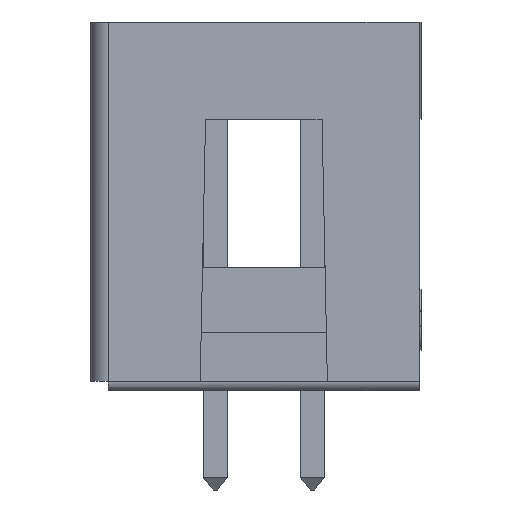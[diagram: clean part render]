
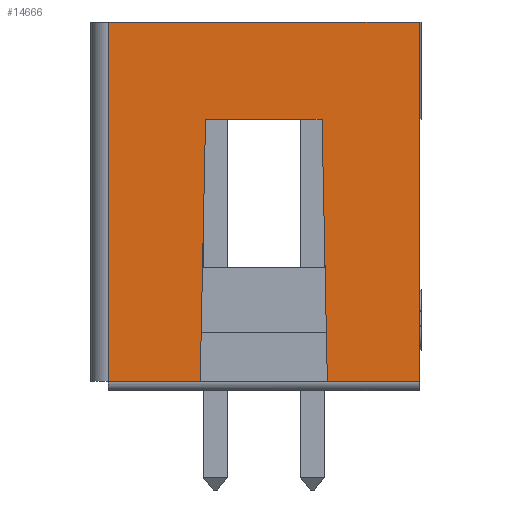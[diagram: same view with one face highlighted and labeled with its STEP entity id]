
A CAD part, left-side view. The second image highlights one B-rep face of the part: STEP entity #14666.
In plain terms, the highlighted planar face has unit normal (-1, 0, 0).
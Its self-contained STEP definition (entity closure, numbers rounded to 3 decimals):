
#12528=CARTESIAN_POINT('',(-18.898,-1.524,7.112));
#12529=VERTEX_POINT('',#12528);
#12539=CARTESIAN_POINT('',(-18.898,1.524,7.112));
#12540=VERTEX_POINT('',#12539);
#12541=CARTESIAN_POINT('',(-18.898,1.524,7.112));
#12542=CARTESIAN_POINT('',(-18.898,0.508,7.112));
#12543=CARTESIAN_POINT('',(-18.898,-0.508,7.112));
#12544=CARTESIAN_POINT('',(-18.898,-1.524,7.112));
#12545=QUASI_UNIFORM_CURVE('',3,(#12541,#12542,#12543,#12544),.UNSPECIFIED.,.F.,.U.);
#12546=EDGE_CURVE('',#12540,#12529,#12545,.T.);
#13020=CARTESIAN_POINT('',(-18.898,4.064,9.652));
#13021=VERTEX_POINT('',#13020);
#13022=CARTESIAN_POINT('',(-18.898,4.064,0.254));
#13023=VERTEX_POINT('',#13022);
#13024=CARTESIAN_POINT('',(-18.898,4.064,9.652));
#13025=CARTESIAN_POINT('',(-18.898,4.064,6.519));
#13026=CARTESIAN_POINT('',(-18.898,4.064,3.387));
#13027=CARTESIAN_POINT('',(-18.898,4.064,0.254));
#13028=QUASI_UNIFORM_CURVE('',3,(#13024,#13025,#13026,#13027),.UNSPECIFIED.,.F.,.U.);
#13029=EDGE_CURVE('',#13021,#13023,#13028,.T.);
#14578=CARTESIAN_POINT('',(-18.898,-4.064,0.254));
#14579=VERTEX_POINT('',#14578);
#14587=CARTESIAN_POINT('',(-18.898,-1.664,0.254));
#14588=VERTEX_POINT('',#14587);
#14589=CARTESIAN_POINT('',(-18.898,-1.664,0.254));
#14590=CARTESIAN_POINT('',(-18.898,-2.464,0.254));
#14591=CARTESIAN_POINT('',(-18.898,-3.264,0.254));
#14592=CARTESIAN_POINT('',(-18.898,-4.064,0.254));
#14593=QUASI_UNIFORM_CURVE('',3,(#14589,#14590,#14591,#14592),.UNSPECIFIED.,.F.,.U.);
#14594=EDGE_CURVE('',#14588,#14579,#14593,.T.);
#14604=CARTESIAN_POINT('',(-18.898,1.664,0.254));
#14605=VERTEX_POINT('',#14604);
#14613=CARTESIAN_POINT('',(-18.898,4.064,0.254));
#14614=CARTESIAN_POINT('',(-18.898,3.264,0.254));
#14615=CARTESIAN_POINT('',(-18.898,2.464,0.254));
#14616=CARTESIAN_POINT('',(-18.898,1.664,0.254));
#14617=QUASI_UNIFORM_CURVE('',3,(#14613,#14614,#14615,#14616),.UNSPECIFIED.,.F.,.U.);
#14618=EDGE_CURVE('',#13023,#14605,#14617,.T.);
#14625=CARTESIAN_POINT('',(-18.898,4.47,10.122));
#14626=DIRECTION('',(-1.0,0.0,0.0));
#14627=DIRECTION('',(0.0,0.0,-1.0));
#14628=AXIS2_PLACEMENT_3D('',#14625,#14626,#14627);
#14629=PLANE('',#14628);
#14630=CARTESIAN_POINT('',(-18.898,-4.064,9.652));
#14631=VERTEX_POINT('',#14630);
#14632=CARTESIAN_POINT('',(-18.898,-4.064,0.254));
#14633=CARTESIAN_POINT('',(-18.898,-4.064,3.387));
#14634=CARTESIAN_POINT('',(-18.898,-4.064,6.519));
#14635=CARTESIAN_POINT('',(-18.898,-4.064,9.652));
#14636=QUASI_UNIFORM_CURVE('',3,(#14632,#14633,#14634,#14635),.UNSPECIFIED.,.F.,.U.);
#14637=EDGE_CURVE('',#14579,#14631,#14636,.T.);
#14638=ORIENTED_EDGE('',*,*,#14637,.T.);
#14639=CARTESIAN_POINT('',(-18.898,4.064,9.652));
#14640=CARTESIAN_POINT('',(-18.898,1.355,9.652));
#14641=CARTESIAN_POINT('',(-18.898,-1.355,9.652));
#14642=CARTESIAN_POINT('',(-18.898,-4.064,9.652));
#14643=QUASI_UNIFORM_CURVE('',3,(#14639,#14640,#14641,#14642),.UNSPECIFIED.,.F.,.U.);
#14644=EDGE_CURVE('',#13021,#14631,#14643,.T.);
#14645=ORIENTED_EDGE('',*,*,#14644,.F.);
#14646=ORIENTED_EDGE('',*,*,#13029,.T.);
#14647=ORIENTED_EDGE('',*,*,#14618,.T.);
#14648=CARTESIAN_POINT('',(-18.898,1.524,7.112));
#14649=CARTESIAN_POINT('',(-18.898,1.571,4.826));
#14650=CARTESIAN_POINT('',(-18.898,1.617,2.54));
#14651=CARTESIAN_POINT('',(-18.898,1.664,0.254));
#14652=QUASI_UNIFORM_CURVE('',3,(#14648,#14649,#14650,#14651),.UNSPECIFIED.,.F.,.U.);
#14653=EDGE_CURVE('',#12540,#14605,#14652,.T.);
#14654=ORIENTED_EDGE('',*,*,#14653,.F.);
#14655=ORIENTED_EDGE('',*,*,#12546,.T.);
#14656=CARTESIAN_POINT('',(-18.898,-1.664,0.254));
#14657=CARTESIAN_POINT('',(-18.898,-1.617,2.54));
#14658=CARTESIAN_POINT('',(-18.898,-1.571,4.826));
#14659=CARTESIAN_POINT('',(-18.898,-1.524,7.112));
#14660=QUASI_UNIFORM_CURVE('',3,(#14656,#14657,#14658,#14659),.UNSPECIFIED.,.F.,.U.);
#14661=EDGE_CURVE('',#14588,#12529,#14660,.T.);
#14662=ORIENTED_EDGE('',*,*,#14661,.F.);
#14663=ORIENTED_EDGE('',*,*,#14594,.T.);
#14664=EDGE_LOOP('',(#14638,#14645,#14646,#14647,#14654,#14655,#14662,#14663));
#14665=FACE_OUTER_BOUND('',#14664,.T.);
#14666=ADVANCED_FACE('',(#14665),#14629,.T.);
